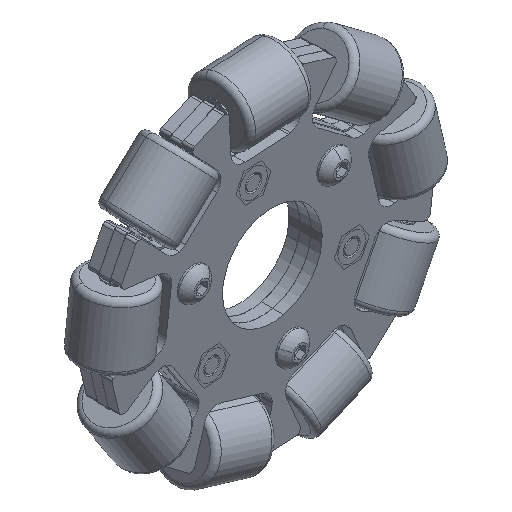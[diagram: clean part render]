
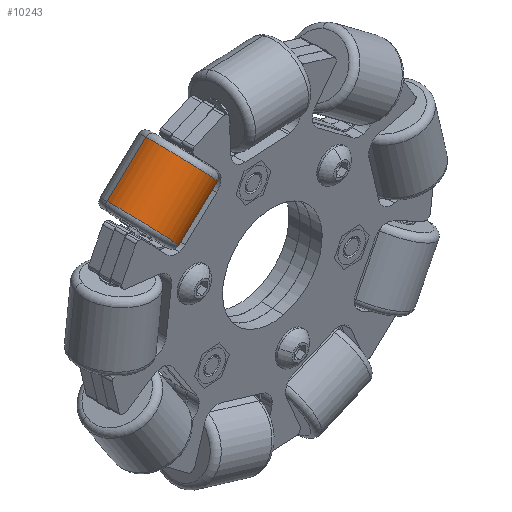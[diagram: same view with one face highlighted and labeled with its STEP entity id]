
A CAD part, isometric view. The second image highlights one B-rep face of the part: STEP entity #10243.
In plain terms, the highlighted cylindrical face has radius 9.36 mm (diameter 18.72 mm), a partial arc.
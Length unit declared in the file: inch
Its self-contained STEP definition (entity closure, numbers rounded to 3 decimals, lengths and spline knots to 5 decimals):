
#10054 = ORIENTED_EDGE ( 'NONE', *, *, #10224, .T. ) ;
#10176 = EDGE_CURVE ( 'NONE', #10259, #10233, #12623, .T. ) ;
#10194 = EDGE_CURVE ( 'NONE', #10251, #10244, #12613, .T. ) ;
#10224 = EDGE_CURVE ( 'NONE', #10259, #10251, #12609, .T. ) ;
#10225 = EDGE_LOOP ( 'NONE', ( #10054, #10246, #10240, #10250 ) ) ;
#10233 = VERTEX_POINT ( 'NONE', #12638 ) ;
#10240 = ORIENTED_EDGE ( 'NONE', *, *, #10245, .F. ) ;
#10243 = ADVANCED_FACE ( 'NONE', ( #12691 ), #12687, .T. ) ;
#10244 = VERTEX_POINT ( 'NONE', #12693 ) ;
#10245 = EDGE_CURVE ( 'NONE', #10233, #10244, #12686, .T. ) ;
#10246 = ORIENTED_EDGE ( 'NONE', *, *, #10194, .T. ) ;
#10250 = ORIENTED_EDGE ( 'NONE', *, *, #10176, .F. ) ;
#10251 = VERTEX_POINT ( 'NONE', #12680 ) ;
#10259 = VERTEX_POINT ( 'NONE', #12722 ) ;
#12604 = DIRECTION ( 'NONE',  ( 0., 0., 1. ) ) ;
#12605 = DIRECTION ( 'NONE',  ( -1., 0., 0. ) ) ;
#12606 = AXIS2_PLACEMENT_3D ( 'NONE', #12628, #12605, #12604 ) ;
#12609 = CIRCLE ( 'NONE', #12606, 0.3685 ) ;
#12610 = DIRECTION ( 'NONE',  ( -1., 0., 0. ) ) ;
#12611 = VECTOR ( 'NONE', #12610, 39.37008 ) ;
#12612 = CARTESIAN_POINT ( 'NONE',  ( 0.3625, 0., -0.3685 ) ) ;
#12613 = LINE ( 'NONE', #12612, #12611 ) ;
#12614 = DIRECTION ( 'NONE',  ( -1., 0., 0. ) ) ;
#12615 = VECTOR ( 'NONE', #12614, 39.37008 ) ;
#12616 = CARTESIAN_POINT ( 'NONE',  ( 0.3625, 0., 0.3685 ) ) ;
#12623 = LINE ( 'NONE', #12616, #12615 ) ;
#12628 = CARTESIAN_POINT ( 'NONE',  ( 0.3, 0., 0. ) ) ;
#12638 = CARTESIAN_POINT ( 'NONE',  ( -0.3, 0., 0.3685 ) ) ;
#12677 = DIRECTION ( 'NONE',  ( 0., 0., 1. ) ) ;
#12678 = DIRECTION ( 'NONE',  ( -1., 0., 0. ) ) ;
#12679 = AXIS2_PLACEMENT_3D ( 'NONE', #12688, #12678, #12677 ) ;
#12680 = CARTESIAN_POINT ( 'NONE',  ( 0.3, 0., -0.3685 ) ) ;
#12681 = DIRECTION ( 'NONE',  ( 0., 0., 1. ) ) ;
#12682 = DIRECTION ( 'NONE',  ( -1., 0., 0. ) ) ;
#12683 = CARTESIAN_POINT ( 'NONE',  ( 0.3625, 0., 0. ) ) ;
#12684 = AXIS2_PLACEMENT_3D ( 'NONE', #12683, #12682, #12681 ) ;
#12686 = CIRCLE ( 'NONE', #12679, 0.3685 ) ;
#12687 = CYLINDRICAL_SURFACE ( 'NONE', #12684, 0.3685 ) ;
#12688 = CARTESIAN_POINT ( 'NONE',  ( -0.3, 0., 0. ) ) ;
#12691 = FACE_OUTER_BOUND ( 'NONE', #10225, .T. ) ;
#12693 = CARTESIAN_POINT ( 'NONE',  ( -0.3, 0., -0.3685 ) ) ;
#12722 = CARTESIAN_POINT ( 'NONE',  ( 0.3, 0., 0.3685 ) ) ;
